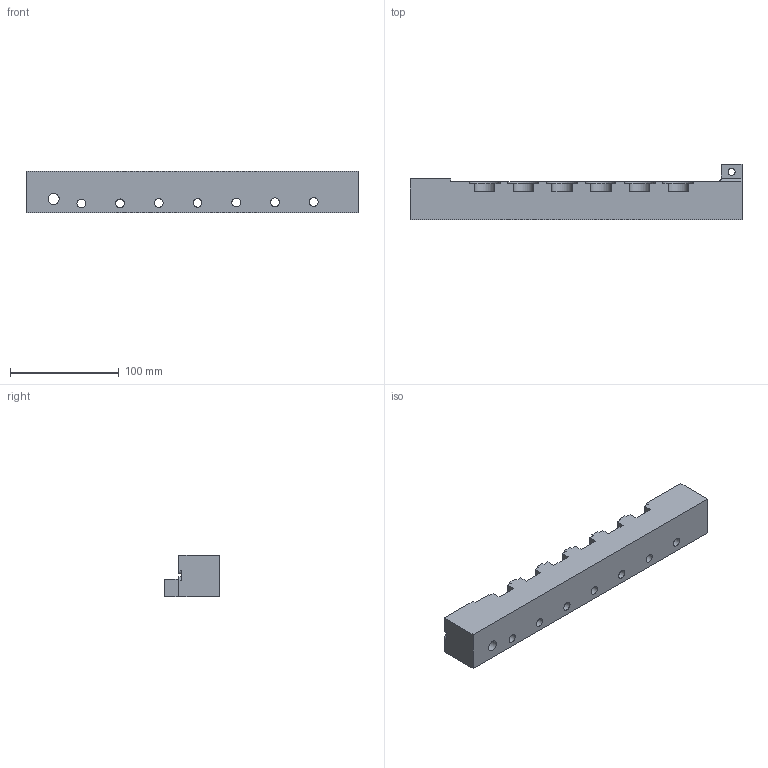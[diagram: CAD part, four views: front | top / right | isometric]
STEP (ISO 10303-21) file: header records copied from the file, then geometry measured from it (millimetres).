
FILE_DESCRIPTION(/* description */ (''),/* implementation_level */ '2;1');
FILE_NAME(/* name */ 'Left side Traitener.step',/* time_stamp */ '2026-01-17T12:53:09-07:00',/* author */ (''),/* organization */ (''),/* preprocessor_version */ 'ST-DEVELOPER v20.1',/* originating_system */ 'Autodesk Translation Framework v14.21.0.0',/* authorisation */ '');
FILE_SCHEMA (('AUTOMOTIVE_DESIGN { 1 0 10303 214 3 1 1 }'));
Length unit declared in the file: inch
Products named in the file (1): Left Side Wire straitener
Bounding box: 304.8 x 50.8 x 38.1 mm (x, y, z)
Volume: 368790.3 mm3; surface area: 57818.1 mm2
Topology: 1 solids, 1 shells, 106 faces, 290 edges, 193 vertices
Faces by surface type: plane 65, cylinder 41
Full cylindrical faces by diameter (mm): 6.401 x1, 8 x7, 10.033 x1, 10.16 x7
Entity records: 3445 total; most frequent: CARTESIAN_POINT 590, DIRECTION 585, ORIENTED_EDGE 580, EDGE_CURVE 290, LINE 209, VECTOR 209, VERTEX_POINT 193, AXIS2_PLACEMENT_3D 188
